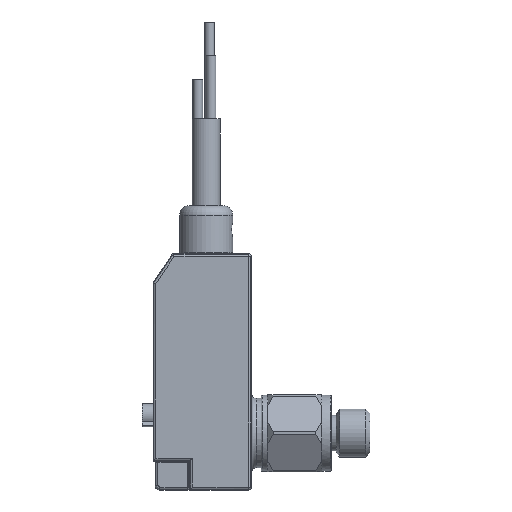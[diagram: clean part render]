
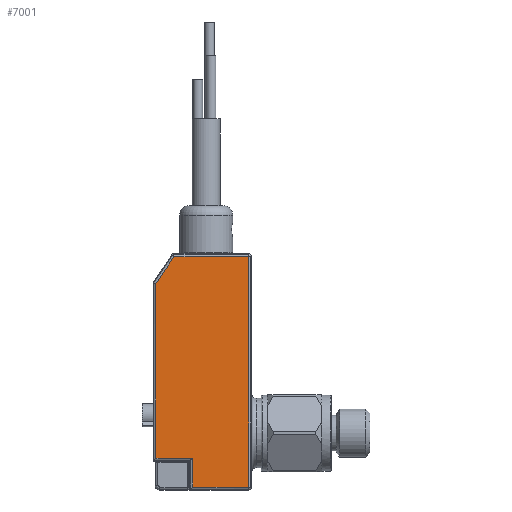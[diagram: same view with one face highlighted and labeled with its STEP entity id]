
A CAD part, front view. The second image highlights one B-rep face of the part: STEP entity #7001.
In plain terms, the highlighted planar face has unit normal (0, -1, 0).
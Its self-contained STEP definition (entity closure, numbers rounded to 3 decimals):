
#1283=VERTEX_POINT('',#11144);
#1284=VERTEX_POINT('',#11146);
#1317=VERTEX_POINT('',#11228);
#1318=VERTEX_POINT('',#11230);
#1322=VERTEX_POINT('',#11252);
#1328=VERTEX_POINT('',#11277);
#1329=VERTEX_POINT('',#11282);
#1885=VECTOR('',#8396,1.);
#1905=VECTOR('',#8476,1.);
#1912=VECTOR('',#8507,1.);
#1914=VECTOR('',#8549,1.);
#1916=VECTOR('',#8565,1.);
#1919=VECTOR('',#8574,1.);
#1922=VECTOR('',#8583,1.);
#2460=LINE('',#11145,#1885);
#2480=LINE('',#11229,#1905);
#2487=LINE('',#11253,#1912);
#2489=LINE('',#11281,#1914);
#2491=LINE('',#11292,#1916);
#2494=LINE('',#11298,#1919);
#2497=LINE('',#11304,#1922);
#3292=EDGE_CURVE('',#1283,#1284,#2460,.T.);
#3332=EDGE_CURVE('',#1317,#1318,#2480,.T.);
#3346=EDGE_CURVE('',#1322,#1283,#2487,.T.);
#3362=EDGE_CURVE('',#1318,#1329,#2489,.T.);
#3368=EDGE_CURVE('',#1328,#1317,#2491,.T.);
#3371=EDGE_CURVE('',#1284,#1328,#2494,.T.);
#3374=EDGE_CURVE('',#1329,#1322,#2497,.T.);
#5003=ORIENTED_EDGE('',*,*,#3362,.F.);
#5004=ORIENTED_EDGE('',*,*,#3332,.F.);
#5005=ORIENTED_EDGE('',*,*,#3368,.F.);
#5006=ORIENTED_EDGE('',*,*,#3371,.F.);
#5007=ORIENTED_EDGE('',*,*,#3292,.F.);
#5008=ORIENTED_EDGE('',*,*,#3346,.F.);
#5009=ORIENTED_EDGE('',*,*,#3374,.F.);
#6114=EDGE_LOOP('',(#5003,#5004,#5005,#5006,#5007,#5008,#5009));
#6563=FACE_BOUND('',#6114,.T.);
#7001=ADVANCED_FACE('',(#6563),#7254,.T.);
#7254=PLANE('',#13053);
#8396=DIRECTION('',(0.555,0.,0.832));
#8476=DIRECTION('',(-1.,0.,0.));
#8507=DIRECTION('',(0.,0.,1.));
#8549=DIRECTION('',(0.,0.,1.));
#8565=DIRECTION('',(0.,0.,-1.));
#8574=DIRECTION('',(1.,0.,0.));
#8583=DIRECTION('',(-1.,0.,0.));
#8622=DIRECTION('',(0.,-1.,0.));
#11144=CARTESIAN_POINT('',(-5.2,-5.,-17.091));
#11145=CARTESIAN_POINT('',(-5.2,-5.,-17.091));
#11146=CARTESIAN_POINT('',(-3.339,-5.,-14.3));
#11228=CARTESIAN_POINT('',(4.4,-5.,-38.2));
#11229=CARTESIAN_POINT('',(4.4,-5.,-38.2));
#11230=CARTESIAN_POINT('',(-1.4,-5.,-38.2));
#11252=CARTESIAN_POINT('',(-5.2,-5.,-35.2));
#11253=CARTESIAN_POINT('',(-5.2,-5.,-35.2));
#11277=CARTESIAN_POINT('',(4.4,-5.,-14.3));
#11281=CARTESIAN_POINT('',(-1.4,-5.,-38.2));
#11282=CARTESIAN_POINT('',(-1.4,-5.,-35.2));
#11292=CARTESIAN_POINT('',(4.4,-5.,-14.3));
#11298=CARTESIAN_POINT('',(-3.339,-5.,-14.3));
#11304=CARTESIAN_POINT('',(-1.4,-5.,-35.2));
#11339=CARTESIAN_POINT('',(4.7,-5.,-14.));
#13053=AXIS2_PLACEMENT_3D('',#11339,#8622,$);
